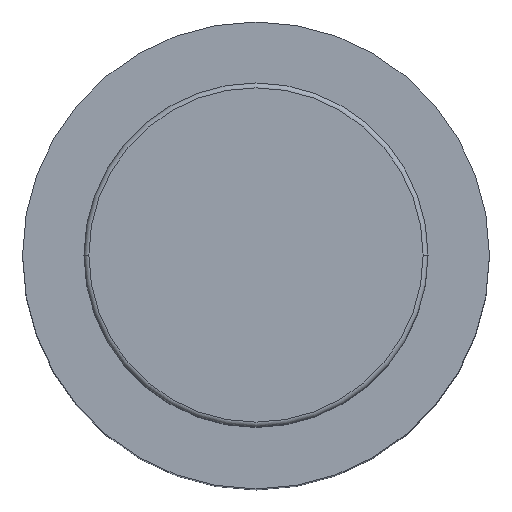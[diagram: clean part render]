
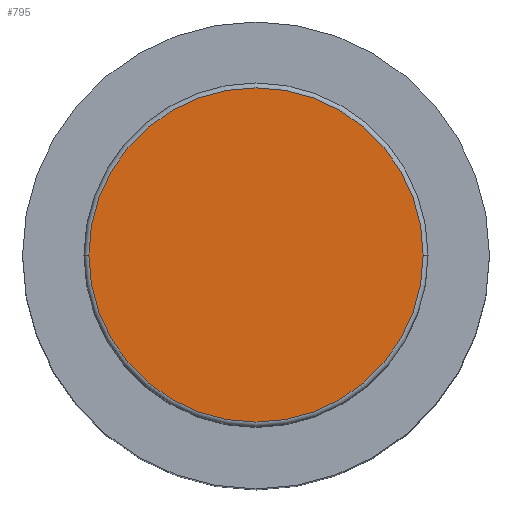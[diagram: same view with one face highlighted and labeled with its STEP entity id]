
A CAD part, top view. The second image highlights one B-rep face of the part: STEP entity #795.
In plain terms, the highlighted planar face has unit normal (0, 0, 1).
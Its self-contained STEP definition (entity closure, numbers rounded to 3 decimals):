
#2 = DIRECTION ( 'NONE',  ( 1., 0., 0. ) ) ;
#6 = CIRCLE ( 'NONE', #1081, 34. ) ;
#45 = AXIS2_PLACEMENT_3D ( 'NONE', #151, #553, #1245 ) ;
#85 = EDGE_LOOP ( 'NONE', ( #1232, #919 ) ) ;
#142 = DIRECTION ( 'NONE',  ( 0., 0., 1. ) ) ;
#151 = CARTESIAN_POINT ( 'NONE',  ( 0., 0., 180. ) ) ;
#275 = AXIS2_PLACEMENT_3D ( 'NONE', #1189, #598, #2 ) ;
#370 = CIRCLE ( 'NONE', #275, 34. ) ;
#437 = CARTESIAN_POINT ( 'NONE',  ( -34., 0., 180. ) ) ;
#553 = DIRECTION ( 'NONE',  ( 0., 0., 1. ) ) ;
#598 = DIRECTION ( 'NONE',  ( 0., 0., 1. ) ) ;
#599 = EDGE_CURVE ( 'NONE', #732, #797, #370, .T. ) ;
#732 = VERTEX_POINT ( 'NONE', #437 ) ;
#746 = CARTESIAN_POINT ( 'NONE',  ( 0., 0., 180. ) ) ;
#795 = ADVANCED_FACE ( 'NONE', ( #896 ), #842, .T. ) ;
#797 = VERTEX_POINT ( 'NONE', #1048 ) ;
#836 = DIRECTION ( 'NONE',  ( 1., 0., 0. ) ) ;
#842 = PLANE ( 'NONE',  #45 ) ;
#896 = FACE_OUTER_BOUND ( 'NONE', #85, .T. ) ;
#919 = ORIENTED_EDGE ( 'NONE', *, *, #599, .T. ) ;
#1048 = CARTESIAN_POINT ( 'NONE',  ( 34., 0., 180. ) ) ;
#1081 = AXIS2_PLACEMENT_3D ( 'NONE', #746, #142, #836 ) ;
#1119 = EDGE_CURVE ( 'NONE', #797, #732, #6, .T. ) ;
#1189 = CARTESIAN_POINT ( 'NONE',  ( 0., 0., 180. ) ) ;
#1232 = ORIENTED_EDGE ( 'NONE', *, *, #1119, .T. ) ;
#1245 = DIRECTION ( 'NONE',  ( 1., 0., 0. ) ) ;
